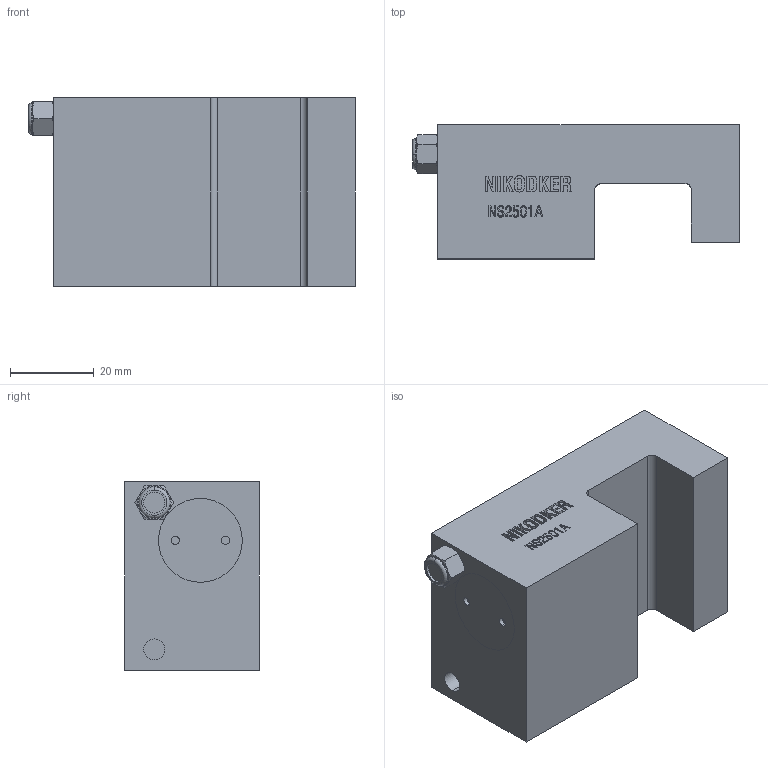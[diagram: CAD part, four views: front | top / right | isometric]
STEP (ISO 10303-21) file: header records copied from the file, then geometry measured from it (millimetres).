
FILE_DESCRIPTION (( 'STEP AP203' ), '1' );
FILE_NAME ('NS2501A.STEP', '2020-05-14T03:51:57', ( 'Microsoft' ), ( 'Microsoft' ), 'SwSTEP 2.0', 'SolidWorks 2012', '' );
FILE_SCHEMA (( 'CONFIG_CONTROL_DESIGN' ));
Length unit declared in the file: millimetre
Products named in the file (1): NS2501A
Bounding box: 78 x 32 x 45 mm (x, y, z)
Surface area: 15888.9 mm2 (no closed solid volume)
Topology: 0 solids, 9 shells, 249 faces, 715 edges, 481 vertices
Faces by surface type: plane 142, bspline 73, cylinder 26, cone 6, torus 2
Entity records: 12069 total; most frequent: CARTESIAN_POINT 6141, ORIENTED_EDGE 1217, DIRECTION 951, EDGE_CURVE 715, VERTEX_POINT 481, VECTOR 469, LINE 469, EDGE_LOOP 276
